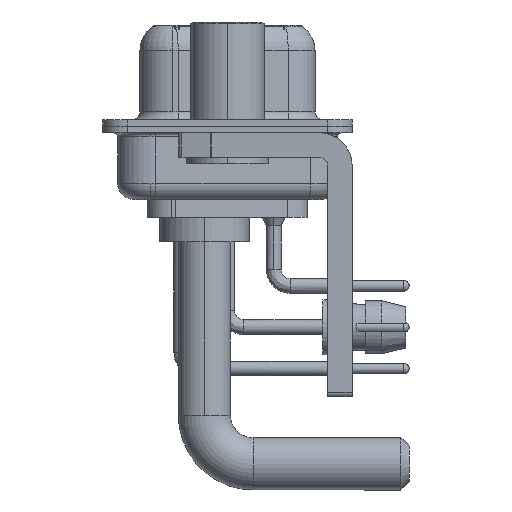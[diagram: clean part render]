
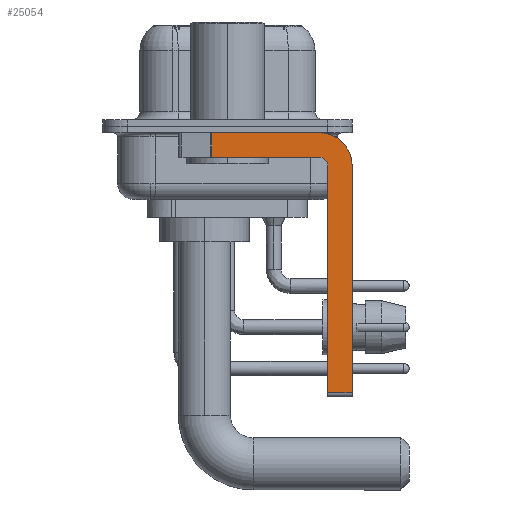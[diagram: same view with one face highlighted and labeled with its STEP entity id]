
A CAD part, left-side view. The second image highlights one B-rep face of the part: STEP entity #25054.
In plain terms, the highlighted planar face has unit normal (-1, 0, 0).
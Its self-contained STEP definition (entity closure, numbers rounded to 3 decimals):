
#285 = EDGE_LOOP ( 'NONE', ( #21135, #25765, #11354, #24805, #20060, #8015, #36086, #23012 ) ) ;
#894 = CARTESIAN_POINT ( 'NONE',  ( -2.9, -5.65, -2.4 ) ) ;
#1331 = VERTEX_POINT ( 'NONE', #27293 ) ;
#1685 = CARTESIAN_POINT ( 'NONE',  ( -2.9, -5.65, -1.9 ) ) ;
#2065 = DIRECTION ( 'NONE',  ( 0., 0., -1. ) ) ;
#2259 = AXIS2_PLACEMENT_3D ( 'NONE', #22889, #19812, #2065 ) ;
#3016 = DIRECTION ( 'NONE',  ( 0., 0., -1. ) ) ;
#4956 = FACE_OUTER_BOUND ( 'NONE', #285, .T. ) ;
#7263 = LINE ( 'NONE', #19039, #7843 ) ;
#7830 = DIRECTION ( 'NONE',  ( -1., 0., 0. ) ) ;
#7843 = VECTOR ( 'NONE', #26954, 1000. ) ;
#8015 = ORIENTED_EDGE ( 'NONE', *, *, #31727, .T. ) ;
#9365 = DIRECTION ( 'NONE',  ( 0., 0., -1. ) ) ;
#10418 = EDGE_CURVE ( 'NONE', #25036, #1331, #31840, .T. ) ;
#10719 = DIRECTION ( 'NONE',  ( 0., 0., 1. ) ) ;
#10739 = LINE ( 'NONE', #31374, #26122 ) ;
#11102 = CARTESIAN_POINT ( 'NONE',  ( -2.9, -6.15, -16.35 ) ) ;
#11354 = ORIENTED_EDGE ( 'NONE', *, *, #11998, .F. ) ;
#11658 = VERTEX_POINT ( 'NONE', #27758 ) ;
#11998 = EDGE_CURVE ( 'NONE', #19589, #33024, #33489, .T. ) ;
#12245 = LINE ( 'NONE', #29618, #14366 ) ;
#12340 = EDGE_CURVE ( 'NONE', #11658, #22992, #12245, .T. ) ;
#12409 = VECTOR ( 'NONE', #16829, 1000. ) ;
#12626 = CIRCLE ( 'NONE', #28007, 0.5 ) ;
#13023 = DIRECTION ( 'NONE',  ( 0., -1., 0. ) ) ;
#13278 = VERTEX_POINT ( 'NONE', #19233 ) ;
#13728 = CARTESIAN_POINT ( 'NONE',  ( -2.9, -5.65, -0.4 ) ) ;
#14366 = VECTOR ( 'NONE', #3016, 1000. ) ;
#14926 = CIRCLE ( 'NONE', #37084, 2. ) ;
#15587 = VECTOR ( 'NONE', #27891, 1000. ) ;
#16396 = EDGE_CURVE ( 'NONE', #13278, #33563, #7263, .T. ) ;
#16829 = DIRECTION ( 'NONE',  ( 0., 0., 1. ) ) ;
#19039 = CARTESIAN_POINT ( 'NONE',  ( -2.9, 3., -0.4 ) ) ;
#19233 = CARTESIAN_POINT ( 'NONE',  ( -2.9, 0.978, -0.4 ) ) ;
#19589 = VERTEX_POINT ( 'NONE', #37676 ) ;
#19812 = DIRECTION ( 'NONE',  ( 1., 0., 0. ) ) ;
#20060 = ORIENTED_EDGE ( 'NONE', *, *, #10418, .F. ) ;
#21135 = ORIENTED_EDGE ( 'NONE', *, *, #16396, .F. ) ;
#22285 = LINE ( 'NONE', #30567, #35845 ) ;
#22697 = PLANE ( 'NONE',  #2259 ) ;
#22889 = CARTESIAN_POINT ( 'NONE',  ( -2.9, -5.65, -2.4 ) ) ;
#22992 = VERTEX_POINT ( 'NONE', #25060 ) ;
#23012 = ORIENTED_EDGE ( 'NONE', *, *, #31565, .F. ) ;
#23625 = EDGE_CURVE ( 'NONE', #1331, #19589, #12626, .T. ) ;
#24805 = ORIENTED_EDGE ( 'NONE', *, *, #23625, .F. ) ;
#25036 = VERTEX_POINT ( 'NONE', #11102 ) ;
#25054 = ADVANCED_FACE ( 'NONE', ( #4956 ), #22697, .F. ) ;
#25060 = CARTESIAN_POINT ( 'NONE',  ( -2.9, -7.65, -16.35 ) ) ;
#25765 = ORIENTED_EDGE ( 'NONE', *, *, #32662, .T. ) ;
#26122 = VECTOR ( 'NONE', #28107, 1000. ) ;
#26954 = DIRECTION ( 'NONE',  ( 0., -1., 0. ) ) ;
#27293 = CARTESIAN_POINT ( 'NONE',  ( -2.9, -6.15, -2.4 ) ) ;
#27683 = CARTESIAN_POINT ( 'NONE',  ( -2.9, 0.978, -1.9 ) ) ;
#27758 = CARTESIAN_POINT ( 'NONE',  ( -2.9, -7.65, -2.4 ) ) ;
#27891 = DIRECTION ( 'NONE',  ( 0., 1., 0. ) ) ;
#28007 = AXIS2_PLACEMENT_3D ( 'NONE', #28843, #7830, #10719 ) ;
#28107 = DIRECTION ( 'NONE',  ( 0., 0., -1. ) ) ;
#28843 = CARTESIAN_POINT ( 'NONE',  ( -2.9, -5.65, -2.4 ) ) ;
#29618 = CARTESIAN_POINT ( 'NONE',  ( -2.9, -7.65, -2.4 ) ) ;
#30567 = CARTESIAN_POINT ( 'NONE',  ( -2.9, -5.65, -16.35 ) ) ;
#31374 = CARTESIAN_POINT ( 'NONE',  ( -2.9, 0.978, -1.9 ) ) ;
#31565 = EDGE_CURVE ( 'NONE', #33563, #11658, #14926, .T. ) ;
#31727 = EDGE_CURVE ( 'NONE', #25036, #22992, #22285, .T. ) ;
#31840 = LINE ( 'NONE', #34931, #12409 ) ;
#32662 = EDGE_CURVE ( 'NONE', #13278, #33024, #10739, .T. ) ;
#33024 = VERTEX_POINT ( 'NONE', #27683 ) ;
#33489 = LINE ( 'NONE', #1685, #15587 ) ;
#33563 = VERTEX_POINT ( 'NONE', #13728 ) ;
#34931 = CARTESIAN_POINT ( 'NONE',  ( -2.9, -6.15, -16.6 ) ) ;
#35775 = DIRECTION ( 'NONE',  ( 1., 0., 0. ) ) ;
#35845 = VECTOR ( 'NONE', #13023, 1000. ) ;
#36086 = ORIENTED_EDGE ( 'NONE', *, *, #12340, .F. ) ;
#37084 = AXIS2_PLACEMENT_3D ( 'NONE', #894, #35775, #9365 ) ;
#37676 = CARTESIAN_POINT ( 'NONE',  ( -2.9, -5.65, -1.9 ) ) ;
